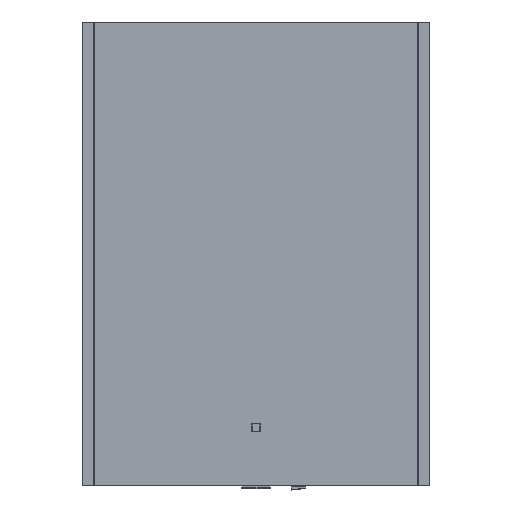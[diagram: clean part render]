
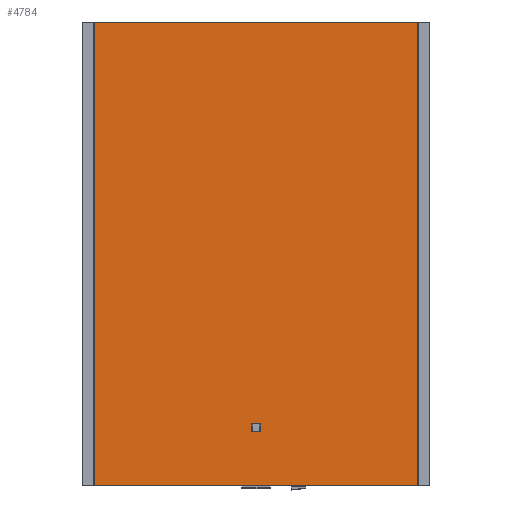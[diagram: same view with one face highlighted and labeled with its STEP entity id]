
A CAD part, top view. The second image highlights one B-rep face of the part: STEP entity #4784.
In plain terms, the highlighted planar face has unit normal (0, 0, 1).
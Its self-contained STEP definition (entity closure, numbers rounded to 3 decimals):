
#241 = DIRECTION ( 'NONE',  ( 0., -1., 0. ) ) ;
#284 = ORIENTED_EDGE ( 'NONE', *, *, #1498, .T. ) ;
#355 = VECTOR ( 'NONE', #939, 1000. ) ;
#414 = CARTESIAN_POINT ( 'NONE',  ( 279.5, -400., 4. ) ) ;
#625 = DIRECTION ( 'NONE',  ( 0., -1., 0. ) ) ;
#690 = LINE ( 'NONE', #5273, #1131 ) ;
#752 = ORIENTED_EDGE ( 'NONE', *, *, #5385, .F. ) ;
#763 = LINE ( 'NONE', #5322, #1840 ) ;
#845 = DIRECTION ( 'NONE',  ( 1., 0., 0. ) ) ;
#862 = ORIENTED_EDGE ( 'NONE', *, *, #3347, .F. ) ;
#866 = VERTEX_POINT ( 'NONE', #3488 ) ;
#916 = VECTOR ( 'NONE', #241, 1000. ) ;
#939 = DIRECTION ( 'NONE',  ( 0., 1., 0. ) ) ;
#1123 = VECTOR ( 'NONE', #2943, 1000. ) ;
#1131 = VECTOR ( 'NONE', #1183, 1000. ) ;
#1183 = DIRECTION ( 'NONE',  ( 1., 0., 0. ) ) ;
#1194 = DIRECTION ( 'NONE',  ( -1., 0., 0. ) ) ;
#1292 = EDGE_CURVE ( 'NONE', #5113, #1949, #1467, .T. ) ;
#1329 = CARTESIAN_POINT ( 'NONE',  ( 279.5, 400., 4. ) ) ;
#1433 = LINE ( 'NONE', #1329, #355 ) ;
#1464 = CARTESIAN_POINT ( 'NONE',  ( 7.5, -292.5, 4. ) ) ;
#1467 = LINE ( 'NONE', #2403, #1123 ) ;
#1498 = EDGE_CURVE ( 'NONE', #4883, #3106, #690, .T. ) ;
#1544 = CARTESIAN_POINT ( 'NONE',  ( -7.5, -292.5, 4. ) ) ;
#1759 = EDGE_LOOP ( 'NONE', ( #4486, #5410, #284, #3016 ) ) ;
#1826 = DIRECTION ( 'NONE',  ( 1., 0., 0. ) ) ;
#1840 = VECTOR ( 'NONE', #1194, 1000. ) ;
#1857 = ORIENTED_EDGE ( 'NONE', *, *, #1292, .F. ) ;
#1949 = VERTEX_POINT ( 'NONE', #1464 ) ;
#2289 = VECTOR ( 'NONE', #625, 1000. ) ;
#2346 = VERTEX_POINT ( 'NONE', #6070 ) ;
#2377 = CARTESIAN_POINT ( 'NONE',  ( -7.5, -307.5, 4. ) ) ;
#2403 = CARTESIAN_POINT ( 'NONE',  ( 7.5, -292.5, 4. ) ) ;
#2424 = CARTESIAN_POINT ( 'NONE',  ( -300., 400., 4. ) ) ;
#2475 = CARTESIAN_POINT ( 'NONE',  ( 0., 0., 4. ) ) ;
#2594 = CARTESIAN_POINT ( 'NONE',  ( -279.5, -400., 4. ) ) ;
#2770 = EDGE_LOOP ( 'NONE', ( #1857, #3012, #752, #862 ) ) ;
#2943 = DIRECTION ( 'NONE',  ( 0., 1., 0. ) ) ;
#2950 = FACE_OUTER_BOUND ( 'NONE', #1759, .T. ) ;
#3012 = ORIENTED_EDGE ( 'NONE', *, *, #4701, .F. ) ;
#3016 = ORIENTED_EDGE ( 'NONE', *, *, #3462, .T. ) ;
#3106 = VERTEX_POINT ( 'NONE', #414 ) ;
#3117 = CARTESIAN_POINT ( 'NONE',  ( -279.5, -400., 4. ) ) ;
#3184 = VERTEX_POINT ( 'NONE', #1544 ) ;
#3347 = EDGE_CURVE ( 'NONE', #1949, #3184, #763, .T. ) ;
#3413 = LINE ( 'NONE', #2377, #5923 ) ;
#3462 = EDGE_CURVE ( 'NONE', #3106, #866, #1433, .T. ) ;
#3488 = CARTESIAN_POINT ( 'NONE',  ( 279.5, 400., 4. ) ) ;
#3524 = LINE ( 'NONE', #2424, #6026 ) ;
#3642 = CARTESIAN_POINT ( 'NONE',  ( -7.5, -307.5, 4. ) ) ;
#3937 = CARTESIAN_POINT ( 'NONE',  ( 7.5, -307.5, 4. ) ) ;
#4079 = EDGE_CURVE ( 'NONE', #2346, #4883, #5208, .T. ) ;
#4360 = EDGE_CURVE ( 'NONE', #2346, #866, #3524, .T. ) ;
#4364 = CARTESIAN_POINT ( 'NONE',  ( -7.5, -292.5, 4. ) ) ;
#4384 = PLANE ( 'NONE',  #6140 ) ;
#4486 = ORIENTED_EDGE ( 'NONE', *, *, #4360, .F. ) ;
#4701 = EDGE_CURVE ( 'NONE', #5993, #5113, #3413, .T. ) ;
#4784 = ADVANCED_FACE ( 'NONE', ( #4916, #2950 ), #4384, .T. ) ;
#4883 = VERTEX_POINT ( 'NONE', #3117 ) ;
#4916 = FACE_BOUND ( 'NONE', #2770, .T. ) ;
#5058 = LINE ( 'NONE', #4364, #916 ) ;
#5113 = VERTEX_POINT ( 'NONE', #3937 ) ;
#5208 = LINE ( 'NONE', #2594, #2289 ) ;
#5273 = CARTESIAN_POINT ( 'NONE',  ( -300., -400., 4. ) ) ;
#5322 = CARTESIAN_POINT ( 'NONE',  ( -7.5, -292.5, 4. ) ) ;
#5385 = EDGE_CURVE ( 'NONE', #3184, #5993, #5058, .T. ) ;
#5410 = ORIENTED_EDGE ( 'NONE', *, *, #4079, .T. ) ;
#5450 = DIRECTION ( 'NONE',  ( 1., 0., 0. ) ) ;
#5923 = VECTOR ( 'NONE', #5450, 1000. ) ;
#5993 = VERTEX_POINT ( 'NONE', #3642 ) ;
#6026 = VECTOR ( 'NONE', #845, 1000. ) ;
#6070 = CARTESIAN_POINT ( 'NONE',  ( -279.5, 400., 4. ) ) ;
#6140 = AXIS2_PLACEMENT_3D ( 'NONE', #2475, #6405, #1826 ) ;
#6405 = DIRECTION ( 'NONE',  ( 0., 0., 1. ) ) ;
